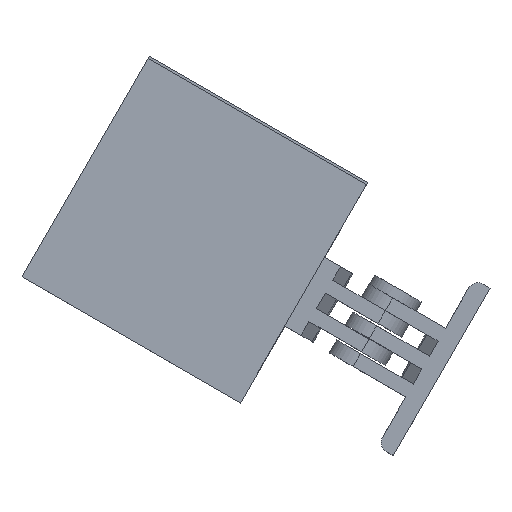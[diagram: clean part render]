
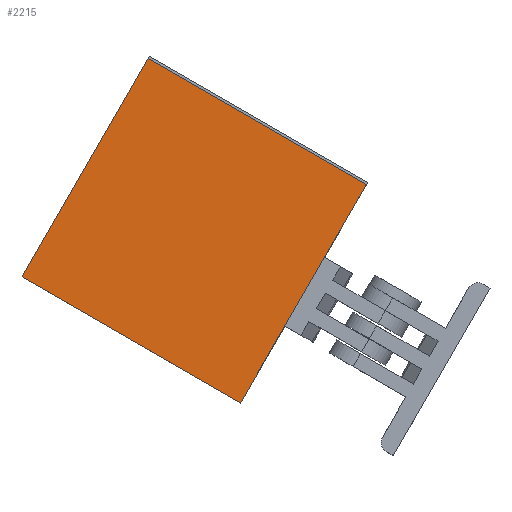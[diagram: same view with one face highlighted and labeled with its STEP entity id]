
A CAD part, top view. The second image highlights one B-rep face of the part: STEP entity #2215.
In plain terms, the highlighted face is planar.
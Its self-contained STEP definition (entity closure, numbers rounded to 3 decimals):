
#284=FACE_OUTER_BOUND('',#423,.T.);
#423=EDGE_LOOP('',(#2015,#2016,#2017,#2018));
#656=LINE('',#3703,#895);
#658=LINE('',#3707,#897);
#660=LINE('',#3711,#899);
#662=LINE('',#3714,#901);
#895=VECTOR('',#3062,10.);
#897=VECTOR('',#3066,10.);
#899=VECTOR('',#3070,10.);
#901=VECTOR('',#3074,10.);
#1100=VERTEX_POINT('',#3700);
#1101=VERTEX_POINT('',#3702);
#1102=VERTEX_POINT('',#3706);
#1103=VERTEX_POINT('',#3710);
#1402=EDGE_CURVE('',#1101,#1100,#656,.T.);
#1404=EDGE_CURVE('',#1102,#1101,#658,.T.);
#1406=EDGE_CURVE('',#1103,#1102,#660,.T.);
#1408=EDGE_CURVE('',#1100,#1103,#662,.T.);
#2015=ORIENTED_EDGE('',*,*,#1408,.T.);
#2016=ORIENTED_EDGE('',*,*,#1406,.T.);
#2017=ORIENTED_EDGE('',*,*,#1404,.T.);
#2018=ORIENTED_EDGE('',*,*,#1402,.T.);
#2100=PLANE('',#2453);
#2215=ADVANCED_FACE('',(#284),#2100,.T.);
#2453=AXIS2_PLACEMENT_3D('',#3715,#3075,#3076);
#3062=DIRECTION('',(0.,-1.,0.));
#3066=DIRECTION('',(1.,0.,0.));
#3070=DIRECTION('',(0.,1.,0.));
#3074=DIRECTION('',(-1.,0.,0.));
#3075=DIRECTION('center_axis',(0.,0.,-1.));
#3076=DIRECTION('ref_axis',(-1.,0.,0.));
#3700=CARTESIAN_POINT('',(16.5,-12.5,-4.));
#3702=CARTESIAN_POINT('',(16.5,18.5,-4.));
#3703=CARTESIAN_POINT('',(16.5,10.75,-4.));
#3706=CARTESIAN_POINT('',(-14.5,18.5,-4.));
#3707=CARTESIAN_POINT('',(-6.75,18.5,-4.));
#3710=CARTESIAN_POINT('',(-14.5,-12.5,-4.));
#3711=CARTESIAN_POINT('',(-14.5,-4.75,-4.));
#3714=CARTESIAN_POINT('',(8.75,-12.5,-4.));
#3715=CARTESIAN_POINT('Origin',(1.,3.,-4.));
